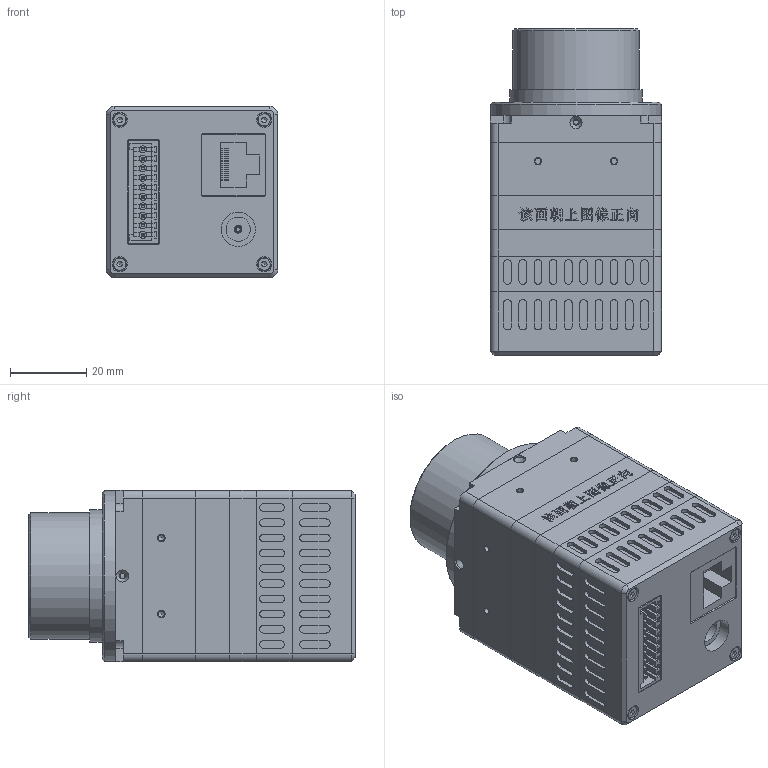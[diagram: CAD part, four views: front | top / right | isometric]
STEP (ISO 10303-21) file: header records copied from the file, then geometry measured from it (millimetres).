
FILE_DESCRIPTION (( 'STEP AP203' ), '1' );
FILE_NAME ('680139.STEP', '2025-04-17T05:54:54', ( 'Windows User' ), ( 'P R C' ), 'SwSTEP 2.0', 'SolidWorks 2020', '' );
FILE_SCHEMA (( 'CONFIG_CONTROL_DESIGN' ));
Products named in the file (1): 680139
Bounding box: 45 x 85.83 x 45 mm (x, y, z)
Surface area: 71923.3 mm2 (no closed solid volume)
Topology: 0 solids, 72 shells, 2965 faces, 7744 edges, 5179 vertices
Faces by surface type: plane 1949, cylinder 888, cone 86, bspline 42
Full cylindrical faces by diameter (mm): 0.46 x36, 0.65 x10, 0.7 x41, 0.74 x4, 0.8 x6, 1 x5, 1.1 x4, 1.2 x1, 1.25 x8, 1.4 x2, 1.5 x5, 1.55 x4, 1.6 x27, 1.7 x6, 1.8 x10, 2 x29, 2.2 x32, 2.406 x1, 2.408 x2, 2.434 x1, 2.5 x2, 3 x4, 3.2 x6, 3.5 x8, 3.6 x8, 4 x8, 6.4 x1, 9 x1, 16.742 x1, 22.9 x1
Entity records: 92525 total; most frequent: CARTESIAN_POINT 21821, ORIENTED_EDGE 14457, DIRECTION 13647, EDGE_CURVE 7268, VERTEX_POINT 5078, VECTOR 4985, LINE 4985, AXIS2_PLACEMENT_3D 4331
